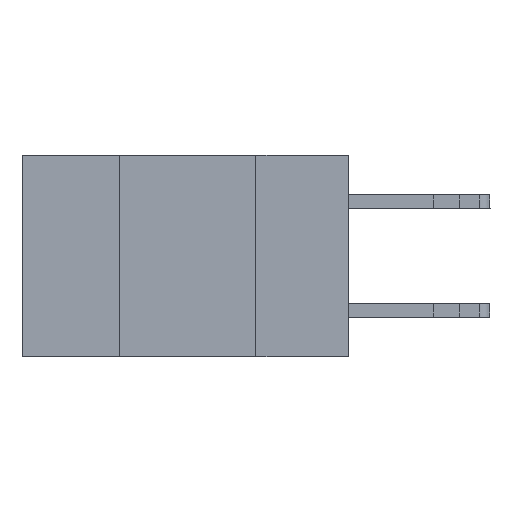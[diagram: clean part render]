
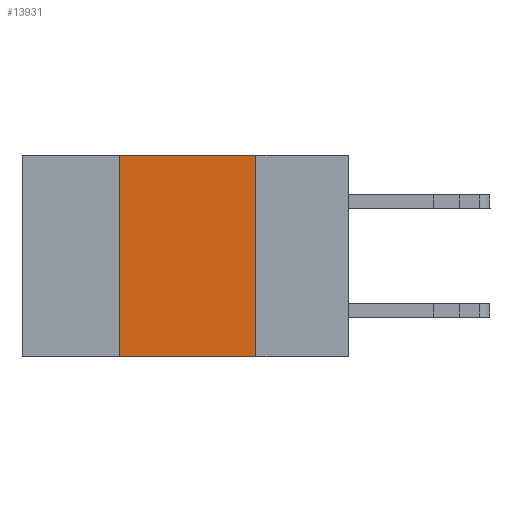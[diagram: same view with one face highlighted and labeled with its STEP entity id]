
A CAD part, left-side view. The second image highlights one B-rep face of the part: STEP entity #13931.
In plain terms, the highlighted planar face has unit normal (-1, 0, 0).
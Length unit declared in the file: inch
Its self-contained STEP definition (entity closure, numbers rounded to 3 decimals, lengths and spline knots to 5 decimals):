
#540 = CARTESIAN_POINT ( 'NONE',  ( 0., 0.42, -0.37 ) ) ;
#1465 = PLANE ( 'NONE',  #15139 ) ;
#2039 = LINE ( 'NONE', #18274, #15156 ) ;
#2595 = ORIENTED_EDGE ( 'NONE', *, *, #6267, .T. ) ;
#2914 = VECTOR ( 'NONE', #13527, 39.37008 ) ;
#3057 = DIRECTION ( 'NONE',  ( 0., 0., -1. ) ) ;
#3970 = CARTESIAN_POINT ( 'NONE',  ( 0., 0.42, -0.37 ) ) ;
#4747 = FACE_OUTER_BOUND ( 'NONE', #6988, .T. ) ;
#5089 = DIRECTION ( 'NONE',  ( 0., -1., 0. ) ) ;
#6267 = EDGE_CURVE ( 'NONE', #10427, #6974, #20337, .T. ) ;
#6603 = CARTESIAN_POINT ( 'NONE',  ( 0., 0.17, 0. ) ) ;
#6809 = CARTESIAN_POINT ( 'NONE',  ( 0., 0.17, -0.37 ) ) ;
#6974 = VERTEX_POINT ( 'NONE', #6809 ) ;
#6988 = EDGE_LOOP ( 'NONE', ( #19887, #14616, #12880, #2595 ) ) ;
#7370 = DIRECTION ( 'NONE',  ( 0., 0., -1. ) ) ;
#9494 = VERTEX_POINT ( 'NONE', #6603 ) ;
#10021 = VECTOR ( 'NONE', #18748, 39.37008 ) ;
#10373 = LINE ( 'NONE', #15311, #17479 ) ;
#10427 = VERTEX_POINT ( 'NONE', #3970 ) ;
#11995 = CARTESIAN_POINT ( 'NONE',  ( 0., 0.6, -0.37 ) ) ;
#12255 = CARTESIAN_POINT ( 'NONE',  ( 0., 0.6, 0. ) ) ;
#12880 = ORIENTED_EDGE ( 'NONE', *, *, #15912, .F. ) ;
#13527 = DIRECTION ( 'NONE',  ( 0., 0., 1. ) ) ;
#13931 = ADVANCED_FACE ( 'NONE', ( #4747 ), #1465, .F. ) ;
#14616 = ORIENTED_EDGE ( 'NONE', *, *, #16952, .F. ) ;
#15139 = AXIS2_PLACEMENT_3D ( 'NONE', #12255, #20371, #3057 ) ;
#15150 = EDGE_CURVE ( 'NONE', #9494, #6974, #10373, .T. ) ;
#15156 = VECTOR ( 'NONE', #5089, 39.37008 ) ;
#15293 = LINE ( 'NONE', #540, #2914 ) ;
#15311 = CARTESIAN_POINT ( 'NONE',  ( 0., 0.17, -0.37 ) ) ;
#15912 = EDGE_CURVE ( 'NONE', #10427, #20053, #15293, .T. ) ;
#16952 = EDGE_CURVE ( 'NONE', #20053, #9494, #2039, .T. ) ;
#17479 = VECTOR ( 'NONE', #7370, 39.37008 ) ;
#18274 = CARTESIAN_POINT ( 'NONE',  ( 0., 0.6, 0. ) ) ;
#18748 = DIRECTION ( 'NONE',  ( 0., -1., 0. ) ) ;
#19573 = CARTESIAN_POINT ( 'NONE',  ( 0., 0.42, 0. ) ) ;
#19887 = ORIENTED_EDGE ( 'NONE', *, *, #15150, .F. ) ;
#20053 = VERTEX_POINT ( 'NONE', #19573 ) ;
#20337 = LINE ( 'NONE', #11995, #10021 ) ;
#20371 = DIRECTION ( 'NONE',  ( 1., 0., 0. ) ) ;
